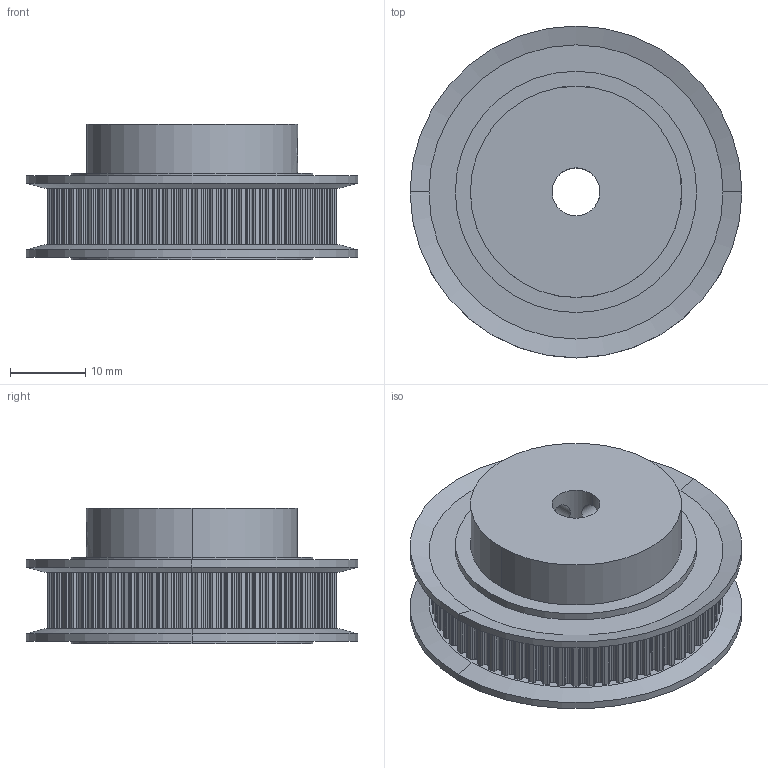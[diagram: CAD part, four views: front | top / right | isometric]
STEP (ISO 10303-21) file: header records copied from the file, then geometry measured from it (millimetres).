
FILE_DESCRIPTION (( 'STEP AP203' ), '1' );
FILE_NAME ('A60-MXL025-B0250.step', '2023-08-24T19:24:39', ( '' ), ( '' ), 'SwSTEP 2.0', 'SolidWorks 2021', '' );
FILE_SCHEMA (( 'CONFIG_CONTROL_DESIGN' ));
Length unit declared in the file: millimetre
Products named in the file (1): A60-MXL025-B0250
Bounding box: 44 x 44 x 18 mm (x, y, z)
Volume: 16335.8 mm3; surface area: 8428.8 mm2
Topology: 5 solids, 5 shells, 612 faces, 1759 edges, 1156 vertices
Faces by surface type: cylinder 433, plane 145, cone 34
Entity records: 20786 total; most frequent: CARTESIAN_POINT 3886, DIRECTION 3831, ORIENTED_EDGE 3510, EDGE_CURVE 1755, AXIS2_PLACEMENT_3D 1501, VERTEX_POINT 1156, CIRCLE 888, VECTOR 829
